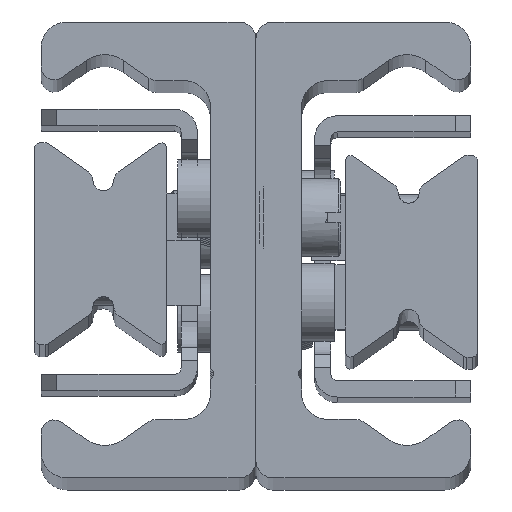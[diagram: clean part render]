
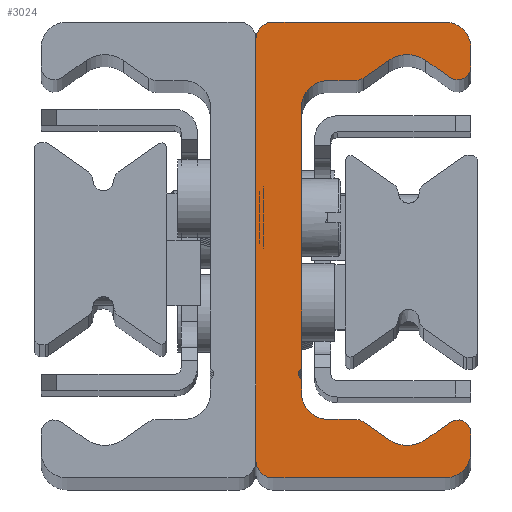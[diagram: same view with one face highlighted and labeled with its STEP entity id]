
A CAD part, top view. The second image highlights one B-rep face of the part: STEP entity #3024.
In plain terms, the highlighted planar face has unit normal (0, 0, 1).
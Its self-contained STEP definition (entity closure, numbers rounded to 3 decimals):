
#919=CARTESIAN_POINT('',(3.5,11.0,530.0));
#920=VERTEX_POINT('',#919);
#927=CARTESIAN_POINT('',(3.5,-9.067,530.0));
#928=VERTEX_POINT('',#927);
#929=CARTESIAN_POINT('',(3.5,11.0,530.0));
#930=DIRECTION('',(0.0,-1.0,0.0));
#931=VECTOR('',#930,20.067);
#932=LINE('',#929,#931);
#933=EDGE_CURVE('',#920,#928,#932,.T.);
#1275=CARTESIAN_POINT('',(3.5,-9.933,530.0));
#1276=VERTEX_POINT('',#1275);
#1277=CARTESIAN_POINT('',(3.75,-9.5,530.0));
#1278=DIRECTION('',(0.0,0.0,1.0));
#1279=DIRECTION('',(-0.5,0.866,0.0));
#1280=AXIS2_PLACEMENT_3D('',#1277,#1278,#1279);
#1281=CIRCLE('',#1280,0.5);
#1282=EDGE_CURVE('',#928,#1276,#1281,.T.);
#2186=CARTESIAN_POINT('',(0.0,16.2,530.0));
#2187=VERTEX_POINT('',#2186);
#2188=CARTESIAN_POINT('',(1.3,17.5,530.0));
#2189=VERTEX_POINT('',#2188);
#2190=CARTESIAN_POINT('',(1.3,16.2,530.0));
#2191=DIRECTION('',(0.0,0.0,-1.0));
#2192=DIRECTION('',(0.0,-1.0,0.0));
#2193=AXIS2_PLACEMENT_3D('',#2190,#2191,#2192);
#2194=CIRCLE('',#2193,1.3);
#2195=EDGE_CURVE('',#2187,#2189,#2194,.T.);
#2228=CARTESIAN_POINT('',(14.5,17.5,530.0));
#2229=VERTEX_POINT('',#2228);
#2230=CARTESIAN_POINT('',(1.3,17.5,530.0));
#2231=DIRECTION('',(1.0,0.0,0.0));
#2232=VECTOR('',#2231,13.2);
#2233=LINE('',#2230,#2232);
#2234=EDGE_CURVE('',#2189,#2229,#2233,.T.);
#2259=CARTESIAN_POINT('',(16.5,15.5,530.0));
#2260=VERTEX_POINT('',#2259);
#2261=CARTESIAN_POINT('',(14.5,15.5,530.0));
#2262=DIRECTION('',(0.0,0.0,-1.0));
#2263=DIRECTION('',(-1.0,0.0,0.0));
#2264=AXIS2_PLACEMENT_3D('',#2261,#2262,#2263);
#2265=CIRCLE('',#2264,2.);
#2266=EDGE_CURVE('',#2229,#2260,#2265,.T.);
#2292=CARTESIAN_POINT('',(16.5,14.042,530.0));
#2293=VERTEX_POINT('',#2292);
#2294=CARTESIAN_POINT('',(16.5,15.5,530.0));
#2295=DIRECTION('',(0.0,-1.0,0.0));
#2296=VECTOR('',#2295,1.458);
#2297=LINE('',#2294,#2296);
#2298=EDGE_CURVE('',#2260,#2293,#2297,.T.);
#2323=CARTESIAN_POINT('',(14.926,13.223,530.0));
#2324=VERTEX_POINT('',#2323);
#2325=CARTESIAN_POINT('',(15.5,14.042,530.0));
#2326=DIRECTION('',(0.0,0.0,-1.));
#2327=DIRECTION('',(0.574,0.819,0.0));
#2328=AXIS2_PLACEMENT_3D('',#2325,#2326,#2327);
#2329=CIRCLE('',#2328,1.);
#2330=EDGE_CURVE('',#2293,#2324,#2329,.T.);
#2356=CARTESIAN_POINT('',(13.034,14.548,530.0));
#2357=VERTEX_POINT('',#2356);
#2358=CARTESIAN_POINT('',(14.926,13.223,530.0));
#2359=DIRECTION('',(-0.819,0.574,0.0));
#2360=VECTOR('',#2359,2.31);
#2361=LINE('',#2358,#2360);
#2362=EDGE_CURVE('',#2324,#2357,#2361,.T.);
#2387=CARTESIAN_POINT('',(10.166,14.548,530.0));
#2388=VERTEX_POINT('',#2387);
#2389=CARTESIAN_POINT('',(11.6,12.5,530.0));
#2390=DIRECTION('',(0.0,0.0,1.0));
#2391=DIRECTION('',(0.574,0.819,0.0));
#2392=AXIS2_PLACEMENT_3D('',#2389,#2390,#2391);
#2393=CIRCLE('',#2392,2.5);
#2394=EDGE_CURVE('',#2357,#2388,#2393,.T.);
#2420=CARTESIAN_POINT('',(8.214,13.181,530.0));
#2421=VERTEX_POINT('',#2420);
#2422=CARTESIAN_POINT('',(10.166,14.548,530.0));
#2423=DIRECTION('',(-0.819,-0.574,0.0));
#2424=VECTOR('',#2423,2.383);
#2425=LINE('',#2422,#2424);
#2426=EDGE_CURVE('',#2388,#2421,#2425,.T.);
#2451=CARTESIAN_POINT('',(7.64,13.0,530.0));
#2452=VERTEX_POINT('',#2451);
#2453=CARTESIAN_POINT('',(7.64,14.,530.0));
#2454=DIRECTION('',(0.0,0.0,-1.0));
#2455=DIRECTION('',(0.0,1.0,0.0));
#2456=AXIS2_PLACEMENT_3D('',#2453,#2454,#2455);
#2457=CIRCLE('',#2456,1.);
#2458=EDGE_CURVE('',#2421,#2452,#2457,.T.);
#2484=CARTESIAN_POINT('',(5.5,13.0,530.0));
#2485=VERTEX_POINT('',#2484);
#2486=CARTESIAN_POINT('',(7.64,13.0,530.0));
#2487=DIRECTION('',(-1.0,0.0,0.0));
#2488=VECTOR('',#2487,2.14);
#2489=LINE('',#2486,#2488);
#2490=EDGE_CURVE('',#2452,#2485,#2489,.T.);
#2515=CARTESIAN_POINT('',(5.5,11.0,530.0));
#2516=DIRECTION('',(0.0,0.0,1.0));
#2517=DIRECTION('',(0.0,1.0,0.0));
#2518=AXIS2_PLACEMENT_3D('',#2515,#2516,#2517);
#2519=CIRCLE('',#2518,2.0);
#2520=EDGE_CURVE('',#2485,#920,#2519,.T.);
#2539=CARTESIAN_POINT('',(3.5,-11.0,530.0));
#2540=VERTEX_POINT('',#2539);
#2541=CARTESIAN_POINT('',(3.5,-9.933,530.0));
#2542=DIRECTION('',(0.0,-1.0,0.0));
#2543=VECTOR('',#2542,1.067);
#2544=LINE('',#2541,#2543);
#2545=EDGE_CURVE('',#1276,#2540,#2544,.T.);
#2570=CARTESIAN_POINT('',(5.5,-13.0,530.0));
#2571=VERTEX_POINT('',#2570);
#2572=CARTESIAN_POINT('',(5.5,-11.0,530.0));
#2573=DIRECTION('',(0.0,0.0,1.0));
#2574=DIRECTION('',(-1.0,0.0,0.0));
#2575=AXIS2_PLACEMENT_3D('',#2572,#2573,#2574);
#2576=CIRCLE('',#2575,2.0);
#2577=EDGE_CURVE('',#2540,#2571,#2576,.T.);
#2603=CARTESIAN_POINT('',(7.64,-13.0,530.0));
#2604=VERTEX_POINT('',#2603);
#2605=CARTESIAN_POINT('',(5.5,-13.0,530.0));
#2606=DIRECTION('',(1.0,0.0,0.0));
#2607=VECTOR('',#2606,2.14);
#2608=LINE('',#2605,#2607);
#2609=EDGE_CURVE('',#2571,#2604,#2608,.T.);
#2634=CARTESIAN_POINT('',(8.214,-13.181,530.0));
#2635=VERTEX_POINT('',#2634);
#2636=CARTESIAN_POINT('',(7.64,-14.0,530.0));
#2637=DIRECTION('',(0.0,0.0,-1.0));
#2638=DIRECTION('',(-0.574,-0.819,0.0));
#2639=AXIS2_PLACEMENT_3D('',#2636,#2637,#2638);
#2640=CIRCLE('',#2639,1.);
#2641=EDGE_CURVE('',#2604,#2635,#2640,.T.);
#2667=CARTESIAN_POINT('',(10.166,-14.548,530.0));
#2668=VERTEX_POINT('',#2667);
#2669=CARTESIAN_POINT('',(8.214,-13.181,530.0));
#2670=DIRECTION('',(0.819,-0.574,0.0));
#2671=VECTOR('',#2670,2.383);
#2672=LINE('',#2669,#2671);
#2673=EDGE_CURVE('',#2635,#2668,#2672,.T.);
#2698=CARTESIAN_POINT('',(13.034,-14.548,530.0));
#2699=VERTEX_POINT('',#2698);
#2700=CARTESIAN_POINT('',(11.6,-12.5,530.0));
#2701=DIRECTION('',(0.0,0.0,1.));
#2702=DIRECTION('',(-0.574,-0.819,0.0));
#2703=AXIS2_PLACEMENT_3D('',#2700,#2701,#2702);
#2704=CIRCLE('',#2703,2.5);
#2705=EDGE_CURVE('',#2668,#2699,#2704,.T.);
#2731=CARTESIAN_POINT('',(14.926,-13.223,530.0));
#2732=VERTEX_POINT('',#2731);
#2733=CARTESIAN_POINT('',(13.034,-14.548,530.0));
#2734=DIRECTION('',(0.819,0.574,0.0));
#2735=VECTOR('',#2734,2.31);
#2736=LINE('',#2733,#2735);
#2737=EDGE_CURVE('',#2699,#2732,#2736,.T.);
#2762=CARTESIAN_POINT('',(16.5,-14.042,530.0));
#2763=VERTEX_POINT('',#2762);
#2764=CARTESIAN_POINT('',(15.5,-14.042,530.0));
#2765=DIRECTION('',(0.0,0.0,-1.0));
#2766=DIRECTION('',(-1.0,0.0,0.0));
#2767=AXIS2_PLACEMENT_3D('',#2764,#2765,#2766);
#2768=CIRCLE('',#2767,1.);
#2769=EDGE_CURVE('',#2732,#2763,#2768,.T.);
#2795=CARTESIAN_POINT('',(16.5,-15.5,530.0));
#2796=VERTEX_POINT('',#2795);
#2797=CARTESIAN_POINT('',(16.5,-14.042,530.0));
#2798=DIRECTION('',(0.0,-1.0,0.0));
#2799=VECTOR('',#2798,1.458);
#2800=LINE('',#2797,#2799);
#2801=EDGE_CURVE('',#2763,#2796,#2800,.T.);
#2826=CARTESIAN_POINT('',(14.5,-17.5,530.0));
#2827=VERTEX_POINT('',#2826);
#2828=CARTESIAN_POINT('',(14.5,-15.5,530.0));
#2829=DIRECTION('',(0.0,0.0,-1.0));
#2830=DIRECTION('',(0.0,1.0,0.0));
#2831=AXIS2_PLACEMENT_3D('',#2828,#2829,#2830);
#2832=CIRCLE('',#2831,2.);
#2833=EDGE_CURVE('',#2796,#2827,#2832,.T.);
#2859=CARTESIAN_POINT('',(1.3,-17.5,530.0));
#2860=VERTEX_POINT('',#2859);
#2861=CARTESIAN_POINT('',(14.5,-17.5,530.0));
#2862=DIRECTION('',(-1.0,0.0,0.0));
#2863=VECTOR('',#2862,13.2);
#2864=LINE('',#2861,#2863);
#2865=EDGE_CURVE('',#2827,#2860,#2864,.T.);
#2890=CARTESIAN_POINT('',(0.0,-16.2,530.0));
#2891=VERTEX_POINT('',#2890);
#2892=CARTESIAN_POINT('',(1.3,-16.2,530.0));
#2893=DIRECTION('',(0.0,0.0,-1.0));
#2894=DIRECTION('',(1.0,0.0,0.0));
#2895=AXIS2_PLACEMENT_3D('',#2892,#2893,#2894);
#2896=CIRCLE('',#2895,1.3);
#2897=EDGE_CURVE('',#2860,#2891,#2896,.T.);
#2923=CARTESIAN_POINT('',(0.0,-16.2,530.0));
#2924=DIRECTION('',(0.0,1.0,0.0));
#2925=VECTOR('',#2924,32.4);
#2926=LINE('',#2923,#2925);
#2927=EDGE_CURVE('',#2891,#2187,#2926,.T.);
#2991=CARTESIAN_POINT('',(5.942,-0.014,530.0));
#2992=DIRECTION('',(0.0,0.0,1.0));
#2993=DIRECTION('',(1.0,0.0,0.0));
#2994=AXIS2_PLACEMENT_3D('',#2991,#2992,#2993);
#2995=PLANE('',#2994);
#2996=ORIENTED_EDGE('',*,*,#2195,.F.);
#2997=ORIENTED_EDGE('',*,*,#2927,.F.);
#2998=ORIENTED_EDGE('',*,*,#2897,.F.);
#2999=ORIENTED_EDGE('',*,*,#2865,.F.);
#3000=ORIENTED_EDGE('',*,*,#2833,.F.);
#3001=ORIENTED_EDGE('',*,*,#2801,.F.);
#3002=ORIENTED_EDGE('',*,*,#2769,.F.);
#3003=ORIENTED_EDGE('',*,*,#2737,.F.);
#3004=ORIENTED_EDGE('',*,*,#2705,.F.);
#3005=ORIENTED_EDGE('',*,*,#2673,.F.);
#3006=ORIENTED_EDGE('',*,*,#2641,.F.);
#3007=ORIENTED_EDGE('',*,*,#2609,.F.);
#3008=ORIENTED_EDGE('',*,*,#2577,.F.);
#3009=ORIENTED_EDGE('',*,*,#2545,.F.);
#3010=ORIENTED_EDGE('',*,*,#1282,.F.);
#3011=ORIENTED_EDGE('',*,*,#933,.F.);
#3012=ORIENTED_EDGE('',*,*,#2520,.F.);
#3013=ORIENTED_EDGE('',*,*,#2490,.F.);
#3014=ORIENTED_EDGE('',*,*,#2458,.F.);
#3015=ORIENTED_EDGE('',*,*,#2426,.F.);
#3016=ORIENTED_EDGE('',*,*,#2394,.F.);
#3017=ORIENTED_EDGE('',*,*,#2362,.F.);
#3018=ORIENTED_EDGE('',*,*,#2330,.F.);
#3019=ORIENTED_EDGE('',*,*,#2298,.F.);
#3020=ORIENTED_EDGE('',*,*,#2266,.F.);
#3021=ORIENTED_EDGE('',*,*,#2234,.F.);
#3022=EDGE_LOOP('',(#2996,#2997,#2998,#2999,#3000,#3001,#3002,#3003,#3004,#3005,#3006,#3007,#3008,#3009,#3010,#3011,#3012,#3013,#3014,#3015,#3016,#3017,#3018,#3019,#3020,#3021));
#3023=FACE_OUTER_BOUND('',#3022,.T.);
#3024=ADVANCED_FACE('',(#3023),#2995,.T.);
